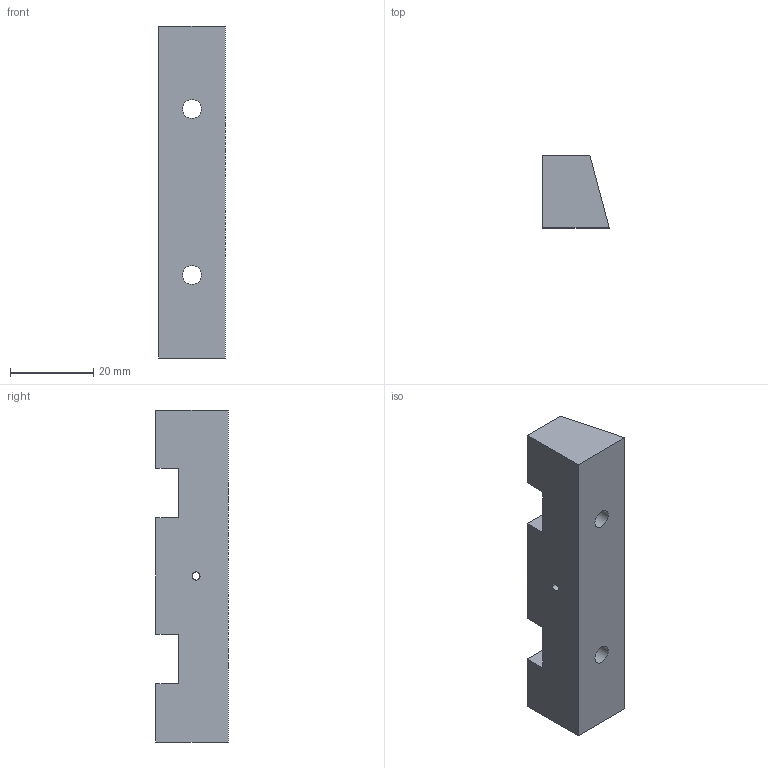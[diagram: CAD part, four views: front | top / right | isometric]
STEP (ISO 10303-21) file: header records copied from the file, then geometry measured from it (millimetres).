
FILE_DESCRIPTION(('FreeCAD Model'),'2;1');
FILE_NAME('Open CASCADE Shape Model','2026-01-05T11:26:45',(''),(''), 'Open CASCADE STEP processor 7.8','FreeCAD','Unknown');
FILE_SCHEMA(('AUTOMOTIVE_DESIGN { 1 0 10303 214 1 1 1 1 }'));
Length unit declared in the file: millimetre
Products named in the file (2): stopka; STOPKA
Assembly tree (1 placements, depth 2):
  stopka
    STOPKA
Bounding box: 16 x 17.39 x 80 mm (x, y, z)
Volume: 16737.8 mm3; surface area: 5983.5 mm2
Topology: 1 solids, 1 shells, 32 faces, 84 edges, 56 vertices
Faces by surface type: plane 28, extrusion 2, cylinder 2
Full cylindrical faces by diameter (mm): 4.5 x2
Entity records: 1112 total; most frequent: CARTESIAN_POINT 260, ORIENTED_EDGE 168, DIRECTION 157, EDGE_CURVE 84, VECTOR 77, LINE 75, VERTEX_POINT 56, AXIS2_PLACEMENT_3D 40
